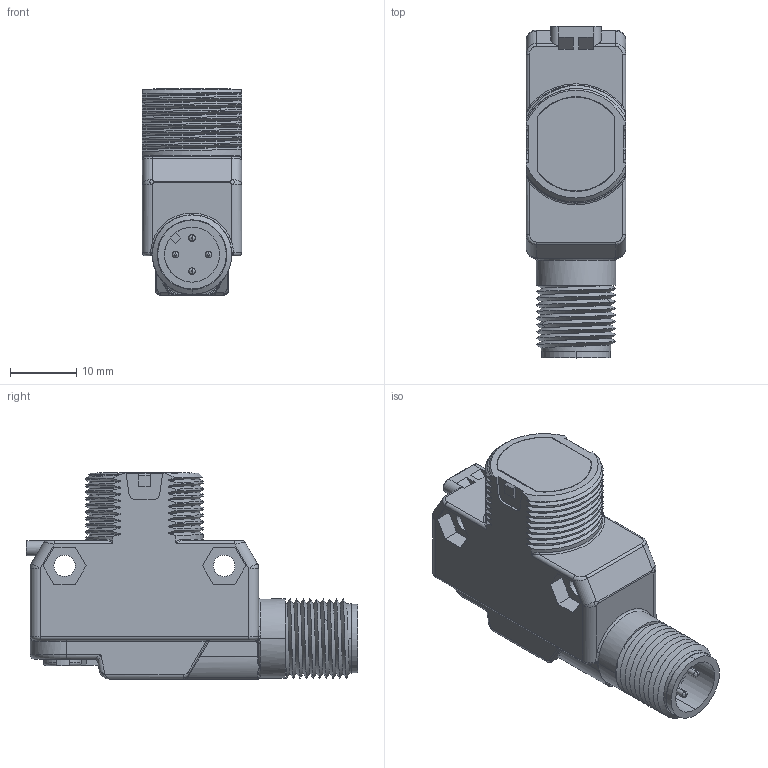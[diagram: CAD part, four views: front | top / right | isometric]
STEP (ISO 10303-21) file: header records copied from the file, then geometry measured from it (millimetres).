
FILE_DESCRIPTION((''),'2;1');
FILE_NAME('139701_SW','2009-03-16T',('banengservice'),('BANNER ENGINEERING'),'PRO/ENGINEER BY PARAMETRIC TECHNOLOGY CORPORATION, 2006170','PRO/ENGINEER BY PARAMETRIC TECHNOLOGY CORPORATION, 2006170','');
FILE_SCHEMA(('CONFIG_CONTROL_DESIGN'));
Length unit declared in the file: inch
Products named in the file (1): 139701_SW
Bounding box: 15 x 50.11 x 31.12 mm (x, y, z)
Volume: 12247.4 mm3; surface area: 5244.7 mm2
Topology: 1 solids, 1 shells, 437 faces, 1104 edges, 685 vertices
Faces by surface type: plane 139, cylinder 132, bspline 123, torus 28, sphere 10, cone 5
Entity records: 23909 total; most frequent: CARTESIAN_POINT 14269, ORIENTED_EDGE 2204, DIRECTION 1663, EDGE_CURVE 1102, VERTEX_POINT 685, AXIS2_PLACEMENT_3D 571, VECTOR 521, LINE 521
